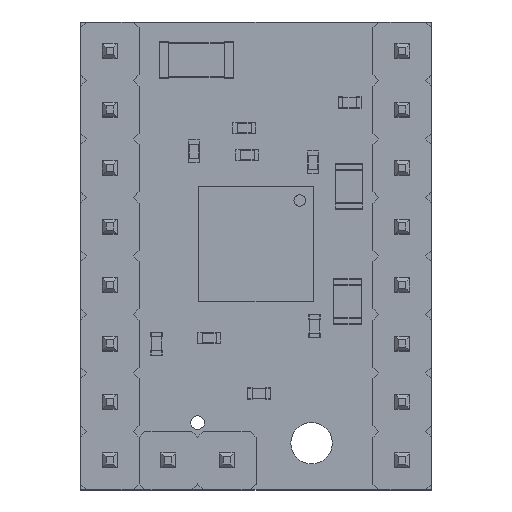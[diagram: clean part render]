
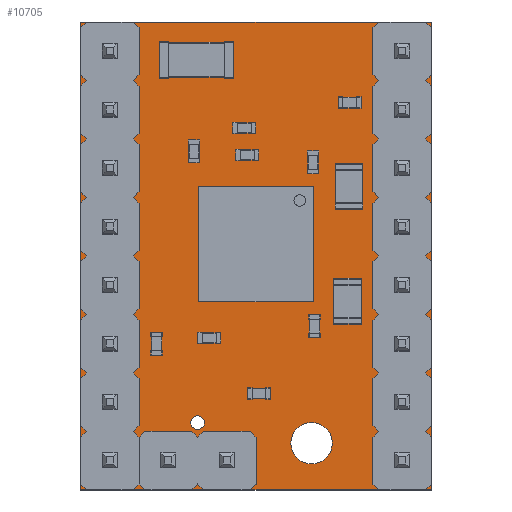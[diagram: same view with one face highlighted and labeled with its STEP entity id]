
A CAD part, top view. The second image highlights one B-rep face of the part: STEP entity #10705.
In plain terms, the highlighted planar face has unit normal (0, 0, 1).
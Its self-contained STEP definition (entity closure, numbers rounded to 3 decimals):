
#57=FACE_BOUND('',#1534,.T.);
#58=FACE_BOUND('',#1535,.T.);
#59=FACE_BOUND('',#1536,.T.);
#60=FACE_BOUND('',#1537,.T.);
#61=FACE_BOUND('',#1538,.T.);
#62=FACE_BOUND('',#1539,.T.);
#63=FACE_BOUND('',#1540,.T.);
#64=FACE_BOUND('',#1541,.T.);
#65=FACE_BOUND('',#1542,.T.);
#66=FACE_BOUND('',#1543,.T.);
#67=FACE_BOUND('',#1544,.T.);
#68=FACE_BOUND('',#1545,.T.);
#69=FACE_BOUND('',#1546,.T.);
#70=FACE_BOUND('',#1547,.T.);
#71=FACE_BOUND('',#1548,.T.);
#72=FACE_BOUND('',#1549,.T.);
#73=FACE_BOUND('',#1550,.T.);
#74=FACE_BOUND('',#1551,.T.);
#75=FACE_BOUND('',#1552,.T.);
#76=FACE_BOUND('',#1553,.T.);
#413=CIRCLE('',#11491,0.5);
#414=CIRCLE('',#11492,0.5);
#415=CIRCLE('',#11493,0.3);
#416=CIRCLE('',#11494,0.5);
#417=CIRCLE('',#11495,0.5);
#418=CIRCLE('',#11496,0.5);
#419=CIRCLE('',#11497,0.5);
#420=CIRCLE('',#11498,0.5);
#421=CIRCLE('',#11499,0.5);
#422=CIRCLE('',#11500,0.5);
#423=CIRCLE('',#11501,0.5);
#424=CIRCLE('',#11502,0.5);
#425=CIRCLE('',#11503,0.5);
#426=CIRCLE('',#11504,0.5);
#427=CIRCLE('',#11505,0.5);
#428=CIRCLE('',#11506,0.5);
#429=CIRCLE('',#11507,0.9);
#430=CIRCLE('',#11508,0.5);
#431=CIRCLE('',#11509,0.5);
#432=CIRCLE('',#11510,0.5);
#949=FACE_OUTER_BOUND('',#1533,.T.);
#1533=EDGE_LOOP('',(#9105,#9106,#9107,#9108));
#1534=EDGE_LOOP('',(#9109));
#1535=EDGE_LOOP('',(#9110));
#1536=EDGE_LOOP('',(#9111));
#1537=EDGE_LOOP('',(#9112));
#1538=EDGE_LOOP('',(#9113));
#1539=EDGE_LOOP('',(#9114));
#1540=EDGE_LOOP('',(#9115));
#1541=EDGE_LOOP('',(#9116));
#1542=EDGE_LOOP('',(#9117));
#1543=EDGE_LOOP('',(#9118));
#1544=EDGE_LOOP('',(#9119));
#1545=EDGE_LOOP('',(#9120));
#1546=EDGE_LOOP('',(#9121));
#1547=EDGE_LOOP('',(#9122));
#1548=EDGE_LOOP('',(#9123));
#1549=EDGE_LOOP('',(#9124));
#1550=EDGE_LOOP('',(#9125));
#1551=EDGE_LOOP('',(#9126));
#1552=EDGE_LOOP('',(#9127));
#1553=EDGE_LOOP('',(#9128));
#2794=LINE('',#17013,#4042);
#2797=LINE('',#17019,#4045);
#2800=LINE('',#17025,#4048);
#2802=LINE('',#17069,#4050);
#4042=VECTOR('',#14078,1.);
#4045=VECTOR('',#14083,1.);
#4048=VECTOR('',#14088,1.);
#4050=VECTOR('',#14134,1.);
#4936=VERTEX_POINT('',#17007);
#4938=VERTEX_POINT('',#17011);
#4940=VERTEX_POINT('',#17016);
#4942=VERTEX_POINT('',#17023);
#4963=VERTEX_POINT('',#17070);
#4964=VERTEX_POINT('',#17072);
#4965=VERTEX_POINT('',#17074);
#4966=VERTEX_POINT('',#17076);
#4967=VERTEX_POINT('',#17078);
#4968=VERTEX_POINT('',#17080);
#4969=VERTEX_POINT('',#17082);
#4970=VERTEX_POINT('',#17084);
#4971=VERTEX_POINT('',#17086);
#4972=VERTEX_POINT('',#17088);
#4973=VERTEX_POINT('',#17090);
#4974=VERTEX_POINT('',#17092);
#4975=VERTEX_POINT('',#17094);
#4976=VERTEX_POINT('',#17096);
#4977=VERTEX_POINT('',#17098);
#4978=VERTEX_POINT('',#17100);
#4979=VERTEX_POINT('',#17102);
#4980=VERTEX_POINT('',#17104);
#4981=VERTEX_POINT('',#17106);
#4982=VERTEX_POINT('',#17108);
#6324=EDGE_CURVE('',#4936,#4938,#2794,.T.);
#6327=EDGE_CURVE('',#4940,#4936,#2797,.T.);
#6330=EDGE_CURVE('',#4938,#4942,#2800,.T.);
#6352=EDGE_CURVE('',#4942,#4940,#2802,.T.);
#6353=EDGE_CURVE('',#4963,#4963,#413,.T.);
#6354=EDGE_CURVE('',#4964,#4964,#414,.T.);
#6355=EDGE_CURVE('',#4965,#4965,#415,.T.);
#6356=EDGE_CURVE('',#4966,#4966,#416,.T.);
#6357=EDGE_CURVE('',#4967,#4967,#417,.T.);
#6358=EDGE_CURVE('',#4968,#4968,#418,.T.);
#6359=EDGE_CURVE('',#4969,#4969,#419,.T.);
#6360=EDGE_CURVE('',#4970,#4970,#420,.T.);
#6361=EDGE_CURVE('',#4971,#4971,#421,.T.);
#6362=EDGE_CURVE('',#4972,#4972,#422,.T.);
#6363=EDGE_CURVE('',#4973,#4973,#423,.T.);
#6364=EDGE_CURVE('',#4974,#4974,#424,.T.);
#6365=EDGE_CURVE('',#4975,#4975,#425,.T.);
#6366=EDGE_CURVE('',#4976,#4976,#426,.T.);
#6367=EDGE_CURVE('',#4977,#4977,#427,.T.);
#6368=EDGE_CURVE('',#4978,#4978,#428,.T.);
#6369=EDGE_CURVE('',#4979,#4979,#429,.T.);
#6370=EDGE_CURVE('',#4980,#4980,#430,.T.);
#6371=EDGE_CURVE('',#4981,#4981,#431,.T.);
#6372=EDGE_CURVE('',#4982,#4982,#432,.T.);
#9105=ORIENTED_EDGE('',*,*,#6324,.T.);
#9106=ORIENTED_EDGE('',*,*,#6330,.T.);
#9107=ORIENTED_EDGE('',*,*,#6352,.T.);
#9108=ORIENTED_EDGE('',*,*,#6327,.T.);
#9109=ORIENTED_EDGE('',*,*,#6353,.F.);
#9110=ORIENTED_EDGE('',*,*,#6354,.F.);
#9111=ORIENTED_EDGE('',*,*,#6355,.F.);
#9112=ORIENTED_EDGE('',*,*,#6356,.F.);
#9113=ORIENTED_EDGE('',*,*,#6357,.F.);
#9114=ORIENTED_EDGE('',*,*,#6358,.F.);
#9115=ORIENTED_EDGE('',*,*,#6359,.F.);
#9116=ORIENTED_EDGE('',*,*,#6360,.F.);
#9117=ORIENTED_EDGE('',*,*,#6361,.F.);
#9118=ORIENTED_EDGE('',*,*,#6362,.F.);
#9119=ORIENTED_EDGE('',*,*,#6363,.F.);
#9120=ORIENTED_EDGE('',*,*,#6364,.F.);
#9121=ORIENTED_EDGE('',*,*,#6365,.F.);
#9122=ORIENTED_EDGE('',*,*,#6366,.F.);
#9123=ORIENTED_EDGE('',*,*,#6367,.F.);
#9124=ORIENTED_EDGE('',*,*,#6368,.F.);
#9125=ORIENTED_EDGE('',*,*,#6369,.F.);
#9126=ORIENTED_EDGE('',*,*,#6370,.F.);
#9127=ORIENTED_EDGE('',*,*,#6371,.F.);
#9128=ORIENTED_EDGE('',*,*,#6372,.F.);
#9668=PLANE('',#11490);
#10705=ADVANCED_FACE('',(#949,#57,#58,#59,#60,#61,#62,#63,#64,#65,#66,#67,
#68,#69,#70,#71,#72,#73,#74,#75,#76),#9668,.T.);
#11490=AXIS2_PLACEMENT_3D('',#17068,#14132,#14133);
#11491=AXIS2_PLACEMENT_3D('',#17071,#14135,#14136);
#11492=AXIS2_PLACEMENT_3D('',#17073,#14137,#14138);
#11493=AXIS2_PLACEMENT_3D('',#17075,#14139,#14140);
#11494=AXIS2_PLACEMENT_3D('',#17077,#14141,#14142);
#11495=AXIS2_PLACEMENT_3D('',#17079,#14143,#14144);
#11496=AXIS2_PLACEMENT_3D('',#17081,#14145,#14146);
#11497=AXIS2_PLACEMENT_3D('',#17083,#14147,#14148);
#11498=AXIS2_PLACEMENT_3D('',#17085,#14149,#14150);
#11499=AXIS2_PLACEMENT_3D('',#17087,#14151,#14152);
#11500=AXIS2_PLACEMENT_3D('',#17089,#14153,#14154);
#11501=AXIS2_PLACEMENT_3D('',#17091,#14155,#14156);
#11502=AXIS2_PLACEMENT_3D('',#17093,#14157,#14158);
#11503=AXIS2_PLACEMENT_3D('',#17095,#14159,#14160);
#11504=AXIS2_PLACEMENT_3D('',#17097,#14161,#14162);
#11505=AXIS2_PLACEMENT_3D('',#17099,#14163,#14164);
#11506=AXIS2_PLACEMENT_3D('',#17101,#14165,#14166);
#11507=AXIS2_PLACEMENT_3D('',#17103,#14167,#14168);
#11508=AXIS2_PLACEMENT_3D('',#17105,#14169,#14170);
#11509=AXIS2_PLACEMENT_3D('',#17107,#14171,#14172);
#11510=AXIS2_PLACEMENT_3D('',#17109,#14173,#14174);
#14078=DIRECTION('',(0.,-1.,0.));
#14083=DIRECTION('',(-1.,0.,0.));
#14088=DIRECTION('',(1.,0.,0.));
#14132=DIRECTION('center_axis',(0.,0.,1.));
#14133=DIRECTION('ref_axis',(1.,0.,0.));
#14134=DIRECTION('',(0.,1.,0.));
#14135=DIRECTION('center_axis',(0.,0.,1.));
#14136=DIRECTION('ref_axis',(1.,0.,0.));
#14137=DIRECTION('center_axis',(0.,0.,1.));
#14138=DIRECTION('ref_axis',(1.,0.,0.));
#14139=DIRECTION('center_axis',(0.,0.,1.));
#14140=DIRECTION('ref_axis',(1.,0.,0.));
#14141=DIRECTION('center_axis',(0.,0.,1.));
#14142=DIRECTION('ref_axis',(1.,0.,0.));
#14143=DIRECTION('center_axis',(0.,0.,1.));
#14144=DIRECTION('ref_axis',(1.,0.,0.));
#14145=DIRECTION('center_axis',(0.,0.,1.));
#14146=DIRECTION('ref_axis',(1.,0.,0.));
#14147=DIRECTION('center_axis',(0.,0.,1.));
#14148=DIRECTION('ref_axis',(1.,0.,0.));
#14149=DIRECTION('center_axis',(0.,0.,1.));
#14150=DIRECTION('ref_axis',(1.,0.,0.));
#14151=DIRECTION('center_axis',(0.,0.,1.));
#14152=DIRECTION('ref_axis',(1.,0.,0.));
#14153=DIRECTION('center_axis',(0.,0.,1.));
#14154=DIRECTION('ref_axis',(1.,0.,0.));
#14155=DIRECTION('center_axis',(0.,0.,1.));
#14156=DIRECTION('ref_axis',(1.,0.,0.));
#14157=DIRECTION('center_axis',(0.,0.,1.));
#14158=DIRECTION('ref_axis',(1.,0.,0.));
#14159=DIRECTION('center_axis',(0.,0.,1.));
#14160=DIRECTION('ref_axis',(1.,0.,0.));
#14161=DIRECTION('center_axis',(0.,0.,1.));
#14162=DIRECTION('ref_axis',(1.,0.,0.));
#14163=DIRECTION('center_axis',(0.,0.,1.));
#14164=DIRECTION('ref_axis',(1.,0.,0.));
#14165=DIRECTION('center_axis',(0.,0.,1.));
#14166=DIRECTION('ref_axis',(1.,0.,0.));
#14167=DIRECTION('center_axis',(0.,0.,1.));
#14168=DIRECTION('ref_axis',(1.,0.,0.));
#14169=DIRECTION('center_axis',(0.,0.,1.));
#14170=DIRECTION('ref_axis',(1.,0.,0.));
#14171=DIRECTION('center_axis',(0.,0.,1.));
#14172=DIRECTION('ref_axis',(1.,0.,0.));
#14173=DIRECTION('center_axis',(0.,0.,1.));
#14174=DIRECTION('ref_axis',(1.,0.,0.));
#17007=CARTESIAN_POINT('',(140.881,-94.844,1.6));
#17011=CARTESIAN_POINT('',(140.881,-115.164,1.6));
#17013=CARTESIAN_POINT('',(140.881,-94.844,1.6));
#17016=CARTESIAN_POINT('',(156.121,-94.844,1.6));
#17019=CARTESIAN_POINT('',(156.121,-94.844,1.6));
#17023=CARTESIAN_POINT('',(156.121,-115.164,1.6));
#17025=CARTESIAN_POINT('',(140.881,-115.164,1.6));
#17068=CARTESIAN_POINT('Origin',(148.501,-105.004,1.6));
#17069=CARTESIAN_POINT('',(156.121,-115.164,1.6));
#17070=CARTESIAN_POINT('',(146.731,-113.894,1.6));
#17071=CARTESIAN_POINT('Origin',(147.231,-113.894,1.6));
#17072=CARTESIAN_POINT('',(144.191,-113.894,1.6));
#17073=CARTESIAN_POINT('Origin',(144.691,-113.894,1.6));
#17074=CARTESIAN_POINT('',(145.661,-112.243,1.6));
#17075=CARTESIAN_POINT('Origin',(145.961,-112.243,1.6));
#17076=CARTESIAN_POINT('',(141.651,-111.354,1.6));
#17077=CARTESIAN_POINT('Origin',(142.151,-111.354,1.6));
#17078=CARTESIAN_POINT('',(141.651,-113.894,1.6));
#17079=CARTESIAN_POINT('Origin',(142.151,-113.894,1.6));
#17080=CARTESIAN_POINT('',(141.651,-108.814,1.6));
#17081=CARTESIAN_POINT('Origin',(142.151,-108.814,1.6));
#17082=CARTESIAN_POINT('',(141.651,-98.654,1.6));
#17083=CARTESIAN_POINT('Origin',(142.151,-98.654,1.6));
#17084=CARTESIAN_POINT('',(141.651,-101.194,1.6));
#17085=CARTESIAN_POINT('Origin',(142.151,-101.194,1.6));
#17086=CARTESIAN_POINT('',(141.651,-106.274,1.6));
#17087=CARTESIAN_POINT('Origin',(142.151,-106.274,1.6));
#17088=CARTESIAN_POINT('',(141.651,-103.734,1.6));
#17089=CARTESIAN_POINT('Origin',(142.151,-103.734,1.6));
#17090=CARTESIAN_POINT('',(154.351,-108.814,1.6));
#17091=CARTESIAN_POINT('Origin',(154.851,-108.814,1.6));
#17092=CARTESIAN_POINT('',(154.351,-103.734,1.6));
#17093=CARTESIAN_POINT('Origin',(154.851,-103.734,1.6));
#17094=CARTESIAN_POINT('',(154.351,-106.274,1.6));
#17095=CARTESIAN_POINT('Origin',(154.851,-106.274,1.6));
#17096=CARTESIAN_POINT('',(154.351,-98.654,1.6));
#17097=CARTESIAN_POINT('Origin',(154.851,-98.654,1.6));
#17098=CARTESIAN_POINT('',(154.351,-101.194,1.6));
#17099=CARTESIAN_POINT('Origin',(154.851,-101.194,1.6));
#17100=CARTESIAN_POINT('',(154.351,-111.354,1.6));
#17101=CARTESIAN_POINT('Origin',(154.851,-111.354,1.6));
#17102=CARTESIAN_POINT('',(150.014,-113.132,1.6));
#17103=CARTESIAN_POINT('Origin',(150.914,-113.132,1.6));
#17104=CARTESIAN_POINT('',(154.351,-113.894,1.6));
#17105=CARTESIAN_POINT('Origin',(154.851,-113.894,1.6));
#17106=CARTESIAN_POINT('',(154.351,-96.114,1.6));
#17107=CARTESIAN_POINT('Origin',(154.851,-96.114,1.6));
#17108=CARTESIAN_POINT('',(141.651,-96.114,1.6));
#17109=CARTESIAN_POINT('Origin',(142.151,-96.114,1.6));
